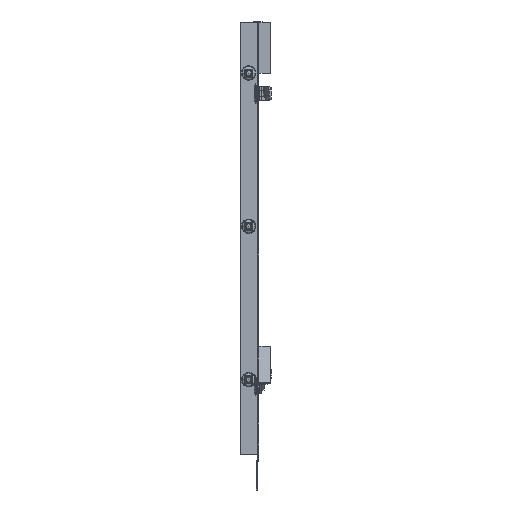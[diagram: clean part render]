
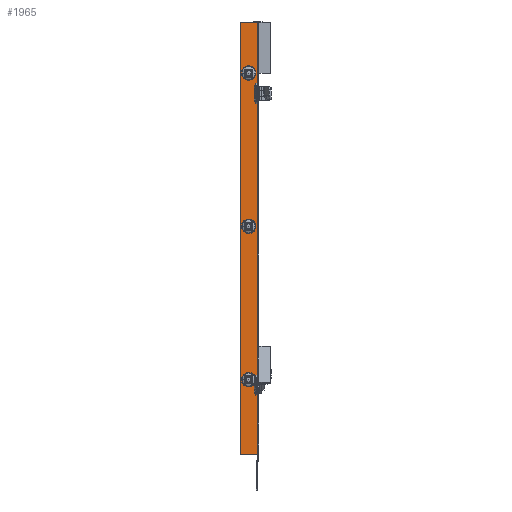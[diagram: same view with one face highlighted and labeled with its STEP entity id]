
A CAD part, left-side view. The second image highlights one B-rep face of the part: STEP entity #1965.
In plain terms, the highlighted planar face has unit normal (-1, 0, 0).
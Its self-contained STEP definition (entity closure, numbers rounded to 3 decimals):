
#60 = CARTESIAN_POINT ( 'NONE',  ( -1.25, 12.75, -346. ) ) ;
#68 = CARTESIAN_POINT ( 'NONE',  ( -1.25, 4.75, -204. ) ) ;
#199 = CARTESIAN_POINT ( 'NONE',  ( -1.25, 4.75, -46. ) ) ;
#226 = VERTEX_POINT ( 'NONE', #2378 ) ;
#325 = ORIENTED_EDGE ( 'NONE', *, *, #3042, .F. ) ;
#409 = LINE ( 'NONE', #1949, #476 ) ;
#418 = ORIENTED_EDGE ( 'NONE', *, *, #1194, .T. ) ;
#476 = VECTOR ( 'NONE', #2806, 1000. ) ;
#524 = CARTESIAN_POINT ( 'NONE',  ( -1.25, 12.75, -354. ) ) ;
#637 = EDGE_CURVE ( 'NONE', #3364, #226, #1162, .T. ) ;
#659 = VERTEX_POINT ( 'NONE', #1870 ) ;
#691 = CARTESIAN_POINT ( 'NONE',  ( -1.25, 12.75, -54. ) ) ;
#754 = ORIENTED_EDGE ( 'NONE', *, *, #1147, .T. ) ;
#784 = DIRECTION ( 'NONE',  ( -1., 0., 0. ) ) ;
#987 = VECTOR ( 'NONE', #5768, 1000. ) ;
#993 = EDGE_CURVE ( 'NONE', #6238, #3268, #5744, .T. ) ;
#1147 = EDGE_CURVE ( 'NONE', #2001, #2494, #4500, .T. ) ;
#1162 = LINE ( 'NONE', #2394, #987 ) ;
#1164 = ORIENTED_EDGE ( 'NONE', *, *, #1871, .T. ) ;
#1173 = EDGE_CURVE ( 'NONE', #659, #5359, #4168, .T. ) ;
#1194 = EDGE_CURVE ( 'NONE', #4079, #5611, #3788, .T. ) ;
#1307 = EDGE_CURVE ( 'NONE', #1648, #2060, #2294, .T. ) ;
#1465 = EDGE_CURVE ( 'NONE', #3278, #2553, #409, .T. ) ;
#1489 = ORIENTED_EDGE ( 'NONE', *, *, #6402, .F. ) ;
#1495 = CARTESIAN_POINT ( 'NONE',  ( -1.25, 12.75, -354. ) ) ;
#1539 = DIRECTION ( 'NONE',  ( 0., 0., 1. ) ) ;
#1576 = DIRECTION ( 'NONE',  ( 0., 0., 1. ) ) ;
#1595 = CARTESIAN_POINT ( 'NONE',  ( -1.25, 0., 0. ) ) ;
#1648 = VERTEX_POINT ( 'NONE', #199 ) ;
#1693 = ORIENTED_EDGE ( 'NONE', *, *, #3591, .T. ) ;
#1739 = LINE ( 'NONE', #2334, #4240 ) ;
#1809 = CARTESIAN_POINT ( 'NONE',  ( -1.25, 4.75, -54. ) ) ;
#1870 = CARTESIAN_POINT ( 'NONE',  ( -1.25, 16.75, -423.068 ) ) ;
#1871 = EDGE_CURVE ( 'NONE', #3268, #2001, #6073, .T. ) ;
#1923 = EDGE_CURVE ( 'NONE', #2553, #3176, #5518, .T. ) ;
#1949 = CARTESIAN_POINT ( 'NONE',  ( -1.25, 0., 0. ) ) ;
#1965 = ADVANCED_FACE ( 'NONE', ( #4821, #5124, #4884, #4746 ), #5937, .T. ) ;
#1966 = CARTESIAN_POINT ( 'NONE',  ( -1.25, 4.75, -354. ) ) ;
#1988 = CARTESIAN_POINT ( 'NONE',  ( -1.25, 4.75, -196. ) ) ;
#2001 = VERTEX_POINT ( 'NONE', #524 ) ;
#2021 = CARTESIAN_POINT ( 'NONE',  ( -1.25, 12.75, -196. ) ) ;
#2055 = VECTOR ( 'NONE', #6333, 1000. ) ;
#2060 = VERTEX_POINT ( 'NONE', #1809 ) ;
#2294 = LINE ( 'NONE', #4636, #2055 ) ;
#2319 = DIRECTION ( 'NONE',  ( 0., -1., 0. ) ) ;
#2334 = CARTESIAN_POINT ( 'NONE',  ( -1.25, 12.75, -46. ) ) ;
#2361 = DIRECTION ( 'NONE',  ( 0., 0., 1. ) ) ;
#2371 = CARTESIAN_POINT ( 'NONE',  ( -1.25, 4.75, -346. ) ) ;
#2378 = CARTESIAN_POINT ( 'NONE',  ( -1.25, 12.75, -204. ) ) ;
#2394 = CARTESIAN_POINT ( 'NONE',  ( -1.25, 12.75, -204. ) ) ;
#2398 = ORIENTED_EDGE ( 'NONE', *, *, #1173, .F. ) ;
#2415 = EDGE_LOOP ( 'NONE', ( #5346, #4539, #4481, #5388 ) ) ;
#2494 = VERTEX_POINT ( 'NONE', #60 ) ;
#2518 = VECTOR ( 'NONE', #4802, 1000. ) ;
#2553 = VERTEX_POINT ( 'NONE', #5608 ) ;
#2578 = VERTEX_POINT ( 'NONE', #5564 ) ;
#2603 = CARTESIAN_POINT ( 'NONE',  ( -1.25, 16.75, 0. ) ) ;
#2769 = CARTESIAN_POINT ( 'NONE',  ( -1.25, 0., -423.068 ) ) ;
#2774 = CARTESIAN_POINT ( 'NONE',  ( -1.25, 12.75, -196. ) ) ;
#2806 = DIRECTION ( 'NONE',  ( 0., -1., 0. ) ) ;
#2994 = DIRECTION ( 'NONE',  ( 0., -1., 0. ) ) ;
#3011 = EDGE_CURVE ( 'NONE', #5232, #1648, #4846, .T. ) ;
#3017 = VECTOR ( 'NONE', #2319, 1000. ) ;
#3031 = AXIS2_PLACEMENT_3D ( 'NONE', #1595, #784, #5463 ) ;
#3036 = LINE ( 'NONE', #5758, #3017 ) ;
#3042 = EDGE_CURVE ( 'NONE', #2578, #659, #4742, .T. ) ;
#3108 = CARTESIAN_POINT ( 'NONE',  ( -1.25, 12.75, -346. ) ) ;
#3116 = CARTESIAN_POINT ( 'NONE',  ( -1.25, 4.75, -196. ) ) ;
#3170 = CARTESIAN_POINT ( 'NONE',  ( -1.25, 16.75, 0. ) ) ;
#3176 = VERTEX_POINT ( 'NONE', #2769 ) ;
#3191 = EDGE_LOOP ( 'NONE', ( #325, #1693, #5028, #5164, #1489, #2398 ) ) ;
#3268 = VERTEX_POINT ( 'NONE', #1966 ) ;
#3278 = VERTEX_POINT ( 'NONE', #3622 ) ;
#3364 = VERTEX_POINT ( 'NONE', #68 ) ;
#3453 = VECTOR ( 'NONE', #4216, 1000. ) ;
#3469 = EDGE_CURVE ( 'NONE', #226, #4079, #3560, .T. ) ;
#3471 = ORIENTED_EDGE ( 'NONE', *, *, #3469, .T. ) ;
#3479 = EDGE_CURVE ( 'NONE', #5611, #3364, #3504, .T. ) ;
#3498 = VECTOR ( 'NONE', #4621, 1000. ) ;
#3504 = LINE ( 'NONE', #1988, #3498 ) ;
#3550 = DIRECTION ( 'NONE',  ( 0., 1., 0. ) ) ;
#3551 = VECTOR ( 'NONE', #4315, 1000. ) ;
#3560 = LINE ( 'NONE', #2774, #3551 ) ;
#3591 = EDGE_CURVE ( 'NONE', #2578, #3176, #3036, .T. ) ;
#3603 = CARTESIAN_POINT ( 'NONE',  ( -1.25, 12.75, -46. ) ) ;
#3622 = CARTESIAN_POINT ( 'NONE',  ( -1.25, 1., 0. ) ) ;
#3726 = VECTOR ( 'NONE', #4582, 1000. ) ;
#3786 = DIRECTION ( 'NONE',  ( 0., 0., -1. ) ) ;
#3788 = LINE ( 'NONE', #2021, #3726 ) ;
#3953 = VECTOR ( 'NONE', #1576, 1000. ) ;
#3983 = LINE ( 'NONE', #4919, #2518 ) ;
#3999 = LINE ( 'NONE', #3108, #5488 ) ;
#4013 = CARTESIAN_POINT ( 'NONE',  ( -1.25, 0., 0. ) ) ;
#4034 = VECTOR ( 'NONE', #1539, 1000. ) ;
#4040 = CARTESIAN_POINT ( 'NONE',  ( -1.25, 12.75, -196. ) ) ;
#4079 = VERTEX_POINT ( 'NONE', #4040 ) ;
#4168 = LINE ( 'NONE', #2603, #3953 ) ;
#4196 = VERTEX_POINT ( 'NONE', #691 ) ;
#4216 = DIRECTION ( 'NONE',  ( 0., -1., 0. ) ) ;
#4240 = VECTOR ( 'NONE', #2361, 1000. ) ;
#4315 = DIRECTION ( 'NONE',  ( 0., 0., 1. ) ) ;
#4469 = CARTESIAN_POINT ( 'NONE',  ( -1.25, 12.75, -46. ) ) ;
#4481 = ORIENTED_EDGE ( 'NONE', *, *, #3011, .T. ) ;
#4500 = LINE ( 'NONE', #4541, #4034 ) ;
#4514 = DIRECTION ( 'NONE',  ( 0., -1., 0. ) ) ;
#4539 = ORIENTED_EDGE ( 'NONE', *, *, #4937, .T. ) ;
#4541 = CARTESIAN_POINT ( 'NONE',  ( -1.25, 12.75, -346. ) ) ;
#4582 = DIRECTION ( 'NONE',  ( 0., -1., 0. ) ) ;
#4621 = DIRECTION ( 'NONE',  ( 0., 0., -1. ) ) ;
#4636 = CARTESIAN_POINT ( 'NONE',  ( -1.25, 4.75, -46. ) ) ;
#4646 = ORIENTED_EDGE ( 'NONE', *, *, #993, .T. ) ;
#4689 = ORIENTED_EDGE ( 'NONE', *, *, #3479, .T. ) ;
#4692 = VECTOR ( 'NONE', #5230, 1000. ) ;
#4742 = LINE ( 'NONE', #6375, #4692 ) ;
#4746 = FACE_BOUND ( 'NONE', #6331, .T. ) ;
#4802 = DIRECTION ( 'NONE',  ( 0., 1., 0. ) ) ;
#4806 = VECTOR ( 'NONE', #2994, 1000. ) ;
#4821 = FACE_BOUND ( 'NONE', #6097, .T. ) ;
#4830 = CARTESIAN_POINT ( 'NONE',  ( -1.25, 4.75, -346. ) ) ;
#4846 = LINE ( 'NONE', #3603, #4806 ) ;
#4884 = FACE_OUTER_BOUND ( 'NONE', #3191, .T. ) ;
#4919 = CARTESIAN_POINT ( 'NONE',  ( -1.25, 12.75, -54. ) ) ;
#4937 = EDGE_CURVE ( 'NONE', #4196, #5232, #1739, .T. ) ;
#5028 = ORIENTED_EDGE ( 'NONE', *, *, #1923, .F. ) ;
#5124 = FACE_BOUND ( 'NONE', #2415, .T. ) ;
#5132 = VECTOR ( 'NONE', #3786, 1000. ) ;
#5164 = ORIENTED_EDGE ( 'NONE', *, *, #1465, .F. ) ;
#5230 = DIRECTION ( 'NONE',  ( 0., 1., 0. ) ) ;
#5232 = VERTEX_POINT ( 'NONE', #4469 ) ;
#5239 = EDGE_CURVE ( 'NONE', #2494, #6238, #3999, .T. ) ;
#5346 = ORIENTED_EDGE ( 'NONE', *, *, #6235, .T. ) ;
#5359 = VERTEX_POINT ( 'NONE', #3170 ) ;
#5388 = ORIENTED_EDGE ( 'NONE', *, *, #1307, .T. ) ;
#5463 = DIRECTION ( 'NONE',  ( 0., -1., 0. ) ) ;
#5488 = VECTOR ( 'NONE', #4514, 1000. ) ;
#5518 = LINE ( 'NONE', #6278, #5132 ) ;
#5564 = CARTESIAN_POINT ( 'NONE',  ( -1.25, 1., -423.068 ) ) ;
#5601 = VECTOR ( 'NONE', #5784, 1000. ) ;
#5608 = CARTESIAN_POINT ( 'NONE',  ( -1.25, 0., 0. ) ) ;
#5611 = VERTEX_POINT ( 'NONE', #3116 ) ;
#5706 = ORIENTED_EDGE ( 'NONE', *, *, #637, .T. ) ;
#5744 = LINE ( 'NONE', #2371, #5601 ) ;
#5758 = CARTESIAN_POINT ( 'NONE',  ( -1.25, 1., -423.068 ) ) ;
#5768 = DIRECTION ( 'NONE',  ( 0., 1., 0. ) ) ;
#5784 = DIRECTION ( 'NONE',  ( 0., 0., -1. ) ) ;
#5937 = PLANE ( 'NONE',  #3031 ) ;
#6073 = LINE ( 'NONE', #1495, #6300 ) ;
#6097 = EDGE_LOOP ( 'NONE', ( #5706, #3471, #418, #4689 ) ) ;
#6114 = LINE ( 'NONE', #4013, #3453 ) ;
#6235 = EDGE_CURVE ( 'NONE', #2060, #4196, #3983, .T. ) ;
#6238 = VERTEX_POINT ( 'NONE', #4830 ) ;
#6278 = CARTESIAN_POINT ( 'NONE',  ( -1.25, 0., 0. ) ) ;
#6300 = VECTOR ( 'NONE', #3550, 1000. ) ;
#6331 = EDGE_LOOP ( 'NONE', ( #1164, #754, #6398, #4646 ) ) ;
#6333 = DIRECTION ( 'NONE',  ( 0., 0., -1. ) ) ;
#6375 = CARTESIAN_POINT ( 'NONE',  ( -1.25, 16.75, -423.068 ) ) ;
#6398 = ORIENTED_EDGE ( 'NONE', *, *, #5239, .T. ) ;
#6402 = EDGE_CURVE ( 'NONE', #5359, #3278, #6114, .T. ) ;
